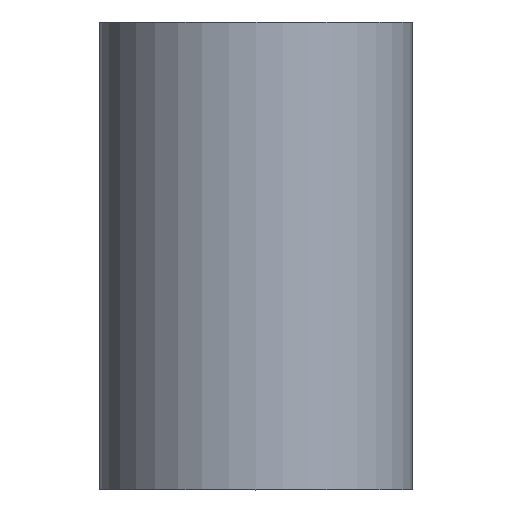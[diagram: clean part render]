
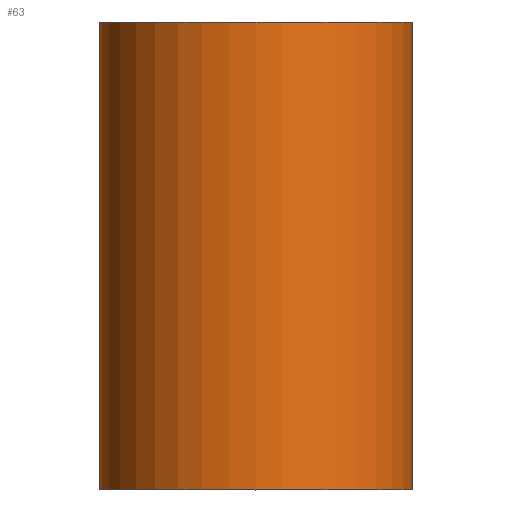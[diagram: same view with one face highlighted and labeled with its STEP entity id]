
A CAD part, top view. The second image highlights one B-rep face of the part: STEP entity #63.
In plain terms, the highlighted cylindrical face has radius 5.612 mm (diameter 11.223 mm), a full revolution.
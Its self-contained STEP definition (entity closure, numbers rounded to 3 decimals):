
#22=FACE_BOUND('',#32,.T.);
#26=FACE_OUTER_BOUND('',#31,.T.);
#31=EDGE_LOOP('',(#54));
#32=EDGE_LOOP('',(#55));
#39=CIRCLE('',#90,5.612);
#40=CIRCLE('',#91,5.612);
#46=VERTEX_POINT('',#128);
#47=VERTEX_POINT('',#130);
#50=EDGE_CURVE('',#46,#46,#39,.T.);
#51=EDGE_CURVE('',#47,#47,#40,.T.);
#54=ORIENTED_EDGE('',*,*,#50,.F.);
#55=ORIENTED_EDGE('',*,*,#51,.F.);
#61=CYLINDRICAL_SURFACE('',#89,5.612);
#63=ADVANCED_FACE('',(#26,#22),#61,.T.);
#89=AXIS2_PLACEMENT_3D('',#127,#105,#106);
#90=AXIS2_PLACEMENT_3D('',#129,#107,#108);
#91=AXIS2_PLACEMENT_3D('',#131,#109,#110);
#105=DIRECTION('center_axis',(0.,1.,0.));
#106=DIRECTION('ref_axis',(1.,0.,0.));
#107=DIRECTION('center_axis',(0.,1.,0.));
#108=DIRECTION('ref_axis',(1.,0.,0.));
#109=DIRECTION('center_axis',(0.,-1.,0.));
#110=DIRECTION('ref_axis',(1.,0.,0.));
#127=CARTESIAN_POINT('Origin',(0.,0.,0.));
#128=CARTESIAN_POINT('',(-5.612,16.764,0.));
#129=CARTESIAN_POINT('Origin',(0.,16.764,0.));
#130=CARTESIAN_POINT('',(-5.612,0.,0.));
#131=CARTESIAN_POINT('Origin',(0.,0.,0.));
